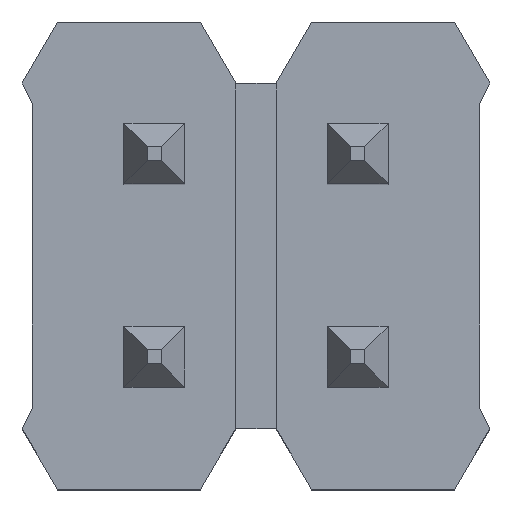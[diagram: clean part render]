
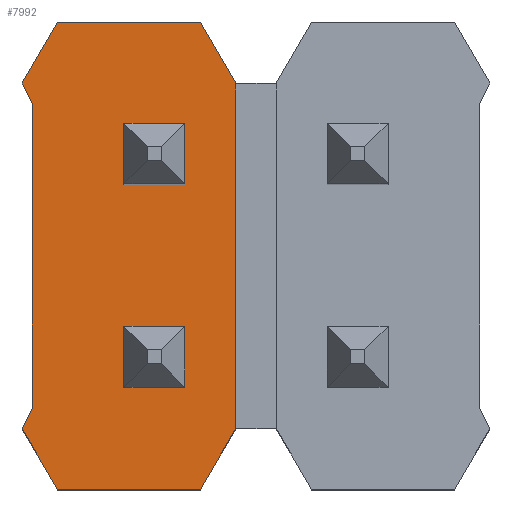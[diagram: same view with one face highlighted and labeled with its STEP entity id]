
A CAD part, top view. The second image highlights one B-rep face of the part: STEP entity #7992.
In plain terms, the highlighted planar face has unit normal (0, 0, 1).
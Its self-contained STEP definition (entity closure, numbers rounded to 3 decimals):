
#104 = EDGE_CURVE ( 'NONE', #4250, #1621, #12981, .T. ) ;
#244 = ORIENTED_EDGE ( 'NONE', *, *, #5164, .T. ) ;
#277 = CARTESIAN_POINT ( 'NONE',  ( -1.15, -0.85, 0. ) ) ;
#412 = EDGE_CURVE ( 'NONE', #12290, #3931, #12341, .T. ) ;
#451 = LINE ( 'NONE', #5145, #15223 ) ;
#487 = EDGE_CURVE ( 'NONE', #9323, #1096, #1838, .T. ) ;
#495 = CARTESIAN_POINT ( 'NONE',  ( -0.977, 1.15, 0. ) ) ;
#734 = CARTESIAN_POINT ( 'NONE',  ( -0.65, -0.65, 0. ) ) ;
#953 = VECTOR ( 'NONE', #13739, 1000. ) ;
#982 = DIRECTION ( 'NONE',  ( 0., -1., 0. ) ) ;
#993 = ORIENTED_EDGE ( 'NONE', *, *, #13406, .T. ) ;
#1014 = DIRECTION ( 'NONE',  ( 0., 1., 0. ) ) ;
#1096 = VERTEX_POINT ( 'NONE', #7436 ) ;
#1109 = CARTESIAN_POINT ( 'NONE',  ( -1.1, -0.75, 0. ) ) ;
#1240 = VECTOR ( 'NONE', #13708, 1000. ) ;
#1324 = ORIENTED_EDGE ( 'NONE', *, *, #4852, .F. ) ;
#1428 = VECTOR ( 'NONE', #2788, 1000. ) ;
#1577 = CARTESIAN_POINT ( 'NONE',  ( -0.65, 0.65, 0. ) ) ;
#1621 = VERTEX_POINT ( 'NONE', #10406 ) ;
#1712 = VECTOR ( 'NONE', #8594, 1000. ) ;
#1776 = ORIENTED_EDGE ( 'NONE', *, *, #3521, .T. ) ;
#1838 = LINE ( 'NONE', #6523, #10984 ) ;
#2184 = VECTOR ( 'NONE', #2532, 1000. ) ;
#2223 = LINE ( 'NONE', #10485, #12294 ) ;
#2294 = LINE ( 'NONE', #6995, #10384 ) ;
#2340 = DIRECTION ( 'NONE',  ( 0., 0., -1. ) ) ;
#2368 = VERTEX_POINT ( 'NONE', #9538 ) ;
#2509 = CARTESIAN_POINT ( 'NONE',  ( -0.35, 0.35, 0. ) ) ;
#2532 = DIRECTION ( 'NONE',  ( -1., 0., 0. ) ) ;
#2666 = CARTESIAN_POINT ( 'NONE',  ( -1.15, 1.15, 0. ) ) ;
#2752 = CARTESIAN_POINT ( 'NONE',  ( -1.1, 0.75, 0. ) ) ;
#2774 = EDGE_CURVE ( 'NONE', #9524, #6938, #8675, .T. ) ;
#2788 = DIRECTION ( 'NONE',  ( 0., -1., 0. ) ) ;
#2861 = VECTOR ( 'NONE', #7381, 1000. ) ;
#2870 = VECTOR ( 'NONE', #7216, 1000. ) ;
#3141 = ORIENTED_EDGE ( 'NONE', *, *, #11657, .F. ) ;
#3300 = LINE ( 'NONE', #11589, #15098 ) ;
#3348 = ORIENTED_EDGE ( 'NONE', *, *, #412, .F. ) ;
#3521 = EDGE_CURVE ( 'NONE', #7857, #3931, #3868, .T. ) ;
#3736 = VERTEX_POINT ( 'NONE', #3911 ) ;
#3779 = CARTESIAN_POINT ( 'NONE',  ( -1.1, -0.75, 0. ) ) ;
#3796 = CARTESIAN_POINT ( 'NONE',  ( -0.1, 0.85, 0. ) ) ;
#3848 = CARTESIAN_POINT ( 'NONE',  ( -0.65, 0.35, 0. ) ) ;
#3868 = LINE ( 'NONE', #8614, #14483 ) ;
#3883 = ORIENTED_EDGE ( 'NONE', *, *, #11237, .T. ) ;
#3911 = CARTESIAN_POINT ( 'NONE',  ( -0.65, -0.65, 0. ) ) ;
#3931 = VERTEX_POINT ( 'NONE', #9486 ) ;
#3976 = EDGE_CURVE ( 'NONE', #13451, #10032, #8405, .T. ) ;
#4076 = CARTESIAN_POINT ( 'NONE',  ( -0.273, -1.15, 0. ) ) ;
#4103 = EDGE_CURVE ( 'NONE', #10032, #3736, #2223, .T. ) ;
#4250 = VERTEX_POINT ( 'NONE', #3796 ) ;
#4271 = LINE ( 'NONE', #9013, #1240 ) ;
#4294 = LINE ( 'NONE', #9038, #953 ) ;
#4392 = AXIS2_PLACEMENT_3D ( 'NONE', #12915, #2340, #7042 ) ;
#4530 = EDGE_CURVE ( 'NONE', #4250, #1096, #6832, .T. ) ;
#4597 = ORIENTED_EDGE ( 'NONE', *, *, #10695, .F. ) ;
#4852 = EDGE_CURVE ( 'NONE', #12331, #9524, #451, .T. ) ;
#5145 = CARTESIAN_POINT ( 'NONE',  ( -0.65, 0.65, 0. ) ) ;
#5164 = EDGE_CURVE ( 'NONE', #1621, #7857, #13247, .T. ) ;
#5278 = CARTESIAN_POINT ( 'NONE',  ( -1.15, 0.85, 0. ) ) ;
#5370 = ORIENTED_EDGE ( 'NONE', *, *, #3976, .F. ) ;
#5375 = VERTEX_POINT ( 'NONE', #277 ) ;
#5422 = DIRECTION ( 'NONE',  ( 1., 0., 0. ) ) ;
#5734 = FACE_BOUND ( 'NONE', #11577, .T. ) ;
#5792 = ORIENTED_EDGE ( 'NONE', *, *, #487, .T. ) ;
#5949 = CARTESIAN_POINT ( 'NONE',  ( -0.1, 0.85, 0. ) ) ;
#6269 = CARTESIAN_POINT ( 'NONE',  ( -0.65, 0.35, 0. ) ) ;
#6390 = VECTOR ( 'NONE', #8513, 1000. ) ;
#6523 = CARTESIAN_POINT ( 'NONE',  ( -0.273, -1.15, 0. ) ) ;
#6770 = VECTOR ( 'NONE', #10016, 1000. ) ;
#6832 = LINE ( 'NONE', #11554, #9543 ) ;
#6938 = VERTEX_POINT ( 'NONE', #6269 ) ;
#6995 = CARTESIAN_POINT ( 'NONE',  ( -1.15, -1.15, 0. ) ) ;
#7042 = DIRECTION ( 'NONE',  ( -1., 0., 0. ) ) ;
#7216 = DIRECTION ( 'NONE',  ( 0., 1., 0. ) ) ;
#7381 = DIRECTION ( 'NONE',  ( -1., 0., 0. ) ) ;
#7386 = ORIENTED_EDGE ( 'NONE', *, *, #9071, .F. ) ;
#7436 = CARTESIAN_POINT ( 'NONE',  ( -0.1, -0.85, 0. ) ) ;
#7655 = ORIENTED_EDGE ( 'NONE', *, *, #4530, .F. ) ;
#7739 = LINE ( 'NONE', #734, #9362 ) ;
#7857 = VERTEX_POINT ( 'NONE', #495 ) ;
#7992 = ADVANCED_FACE ( 'NONE', ( #12771, #5734, #10463 ), #15158, .F. ) ;
#8093 = CARTESIAN_POINT ( 'NONE',  ( -0.65, -0.35, 0. ) ) ;
#8380 = CARTESIAN_POINT ( 'NONE',  ( -0.35, -0.35, 0. ) ) ;
#8405 = LINE ( 'NONE', #13114, #2184 ) ;
#8513 = DIRECTION ( 'NONE',  ( 0.447, 0.894, 0. ) ) ;
#8594 = DIRECTION ( 'NONE',  ( 1., 0., 0. ) ) ;
#8614 = CARTESIAN_POINT ( 'NONE',  ( -0.977, 1.15, 0. ) ) ;
#8675 = LINE ( 'NONE', #13368, #1428 ) ;
#8797 = CARTESIAN_POINT ( 'NONE',  ( -0.35, 0.35, 0. ) ) ;
#9013 = CARTESIAN_POINT ( 'NONE',  ( -1.15, -0.85, 0. ) ) ;
#9038 = CARTESIAN_POINT ( 'NONE',  ( -1.1, 0.75, 0. ) ) ;
#9071 = EDGE_CURVE ( 'NONE', #3736, #13029, #7739, .T. ) ;
#9323 = VERTEX_POINT ( 'NONE', #4076 ) ;
#9362 = VECTOR ( 'NONE', #5422, 1000. ) ;
#9416 = ORIENTED_EDGE ( 'NONE', *, *, #11625, .F. ) ;
#9486 = CARTESIAN_POINT ( 'NONE',  ( -1.15, 0.85, 0. ) ) ;
#9524 = VERTEX_POINT ( 'NONE', #1577 ) ;
#9538 = CARTESIAN_POINT ( 'NONE',  ( -0.977, -1.15, 0. ) ) ;
#9543 = VECTOR ( 'NONE', #982, 1000. ) ;
#9891 = DIRECTION ( 'NONE',  ( -1., 0., 0. ) ) ;
#10013 = CARTESIAN_POINT ( 'NONE',  ( -0.35, 0.65, 0. ) ) ;
#10016 = DIRECTION ( 'NONE',  ( -0.447, 0.894, 0. ) ) ;
#10032 = VERTEX_POINT ( 'NONE', #8093 ) ;
#10384 = VECTOR ( 'NONE', #11710, 1000. ) ;
#10406 = CARTESIAN_POINT ( 'NONE',  ( -0.273, 1.15, 0. ) ) ;
#10463 = FACE_OUTER_BOUND ( 'NONE', #14857, .T. ) ;
#10485 = CARTESIAN_POINT ( 'NONE',  ( -0.65, -0.65, 0. ) ) ;
#10506 = VECTOR ( 'NONE', #10677, 1000. ) ;
#10677 = DIRECTION ( 'NONE',  ( -0.5, 0.866, 0. ) ) ;
#10695 = EDGE_CURVE ( 'NONE', #12775, #12331, #13086, .T. ) ;
#10856 = LINE ( 'NONE', #3779, #6390 ) ;
#10887 = VERTEX_POINT ( 'NONE', #1109 ) ;
#10984 = VECTOR ( 'NONE', #11258, 1000. ) ;
#11237 = EDGE_CURVE ( 'NONE', #5375, #2368, #4271, .T. ) ;
#11258 = DIRECTION ( 'NONE',  ( 0.5, 0.866, 0. ) ) ;
#11349 = EDGE_LOOP ( 'NONE', ( #5370, #14473, #7386, #11498 ) ) ;
#11498 = ORIENTED_EDGE ( 'NONE', *, *, #4103, .F. ) ;
#11554 = CARTESIAN_POINT ( 'NONE',  ( -0.1, 1.15, 0. ) ) ;
#11577 = EDGE_LOOP ( 'NONE', ( #1324, #4597, #3141, #14933 ) ) ;
#11589 = CARTESIAN_POINT ( 'NONE',  ( -0.35, -0.65, 0. ) ) ;
#11625 = EDGE_CURVE ( 'NONE', #5375, #10887, #10856, .T. ) ;
#11657 = EDGE_CURVE ( 'NONE', #6938, #12775, #14452, .T. ) ;
#11710 = DIRECTION ( 'NONE',  ( 1., 0., 0. ) ) ;
#12290 = VERTEX_POINT ( 'NONE', #2752 ) ;
#12294 = VECTOR ( 'NONE', #15180, 1000. ) ;
#12331 = VERTEX_POINT ( 'NONE', #10013 ) ;
#12341 = LINE ( 'NONE', #5278, #6770 ) ;
#12771 = FACE_BOUND ( 'NONE', #11349, .T. ) ;
#12775 = VERTEX_POINT ( 'NONE', #8797 ) ;
#12915 = CARTESIAN_POINT ( 'NONE',  ( 0., 0., 0. ) ) ;
#12981 = LINE ( 'NONE', #5949, #10506 ) ;
#13029 = VERTEX_POINT ( 'NONE', #14191 ) ;
#13086 = LINE ( 'NONE', #2509, #2870 ) ;
#13114 = CARTESIAN_POINT ( 'NONE',  ( -0.65, -0.35, 0. ) ) ;
#13247 = LINE ( 'NONE', #2666, #2861 ) ;
#13320 = DIRECTION ( 'NONE',  ( -0.5, -0.866, 0. ) ) ;
#13368 = CARTESIAN_POINT ( 'NONE',  ( -0.65, 0.35, 0. ) ) ;
#13395 = ORIENTED_EDGE ( 'NONE', *, *, #104, .T. ) ;
#13406 = EDGE_CURVE ( 'NONE', #2368, #9323, #2294, .T. ) ;
#13451 = VERTEX_POINT ( 'NONE', #8380 ) ;
#13708 = DIRECTION ( 'NONE',  ( 0.5, -0.866, 0. ) ) ;
#13739 = DIRECTION ( 'NONE',  ( 0., 1., 0. ) ) ;
#14191 = CARTESIAN_POINT ( 'NONE',  ( -0.35, -0.65, 0. ) ) ;
#14216 = EDGE_CURVE ( 'NONE', #13029, #13451, #3300, .T. ) ;
#14452 = LINE ( 'NONE', #3848, #1712 ) ;
#14473 = ORIENTED_EDGE ( 'NONE', *, *, #14216, .F. ) ;
#14483 = VECTOR ( 'NONE', #13320, 1000. ) ;
#14726 = EDGE_CURVE ( 'NONE', #10887, #12290, #4294, .T. ) ;
#14857 = EDGE_LOOP ( 'NONE', ( #1776, #3348, #14998, #9416, #3883, #993, #5792, #7655, #13395, #244 ) ) ;
#14933 = ORIENTED_EDGE ( 'NONE', *, *, #2774, .F. ) ;
#14998 = ORIENTED_EDGE ( 'NONE', *, *, #14726, .F. ) ;
#15098 = VECTOR ( 'NONE', #1014, 1000. ) ;
#15158 = PLANE ( 'NONE',  #4392 ) ;
#15180 = DIRECTION ( 'NONE',  ( 0., -1., 0. ) ) ;
#15223 = VECTOR ( 'NONE', #9891, 1000. ) ;
